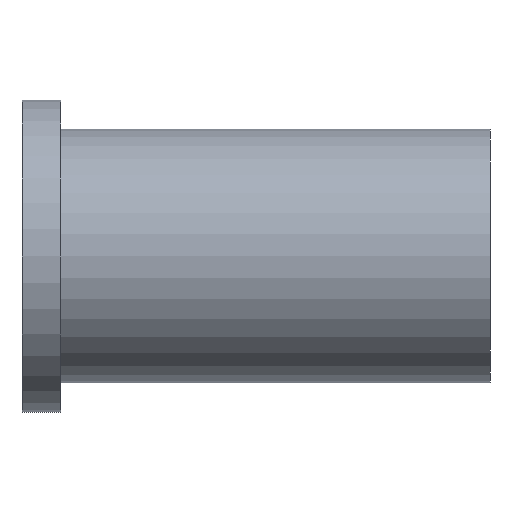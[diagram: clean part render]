
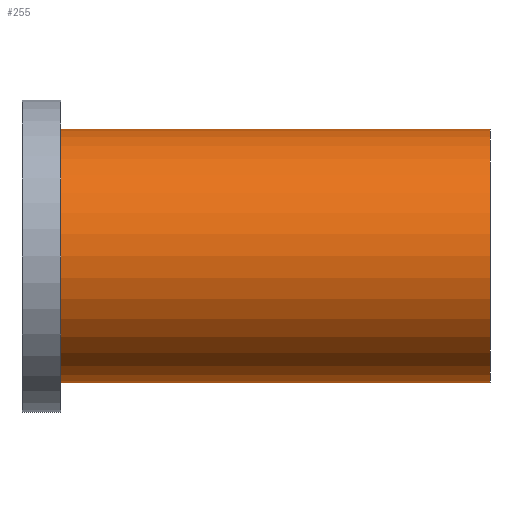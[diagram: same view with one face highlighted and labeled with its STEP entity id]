
A CAD part, left-side view. The second image highlights one B-rep face of the part: STEP entity #255.
In plain terms, the highlighted cylindrical face has radius 3.25 mm (diameter 6.5 mm), a partial arc.
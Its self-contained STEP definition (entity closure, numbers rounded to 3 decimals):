
#19 = CIRCLE ( 'NONE', #246, 3.25 ) ;
#27 = CARTESIAN_POINT ( 'NONE',  ( 0., 0., -3.25 ) ) ;
#65 = CARTESIAN_POINT ( 'NONE',  ( 0., 0., -3.25 ) ) ;
#67 = ORIENTED_EDGE ( 'NONE', *, *, #98, .F. ) ;
#73 = EDGE_LOOP ( 'NONE', ( #362, #368, #94, #67 ) ) ;
#84 = VERTEX_POINT ( 'NONE', #379 ) ;
#94 = ORIENTED_EDGE ( 'NONE', *, *, #146, .T. ) ;
#98 = EDGE_CURVE ( 'NONE', #360, #126, #19, .T. ) ;
#104 = DIRECTION ( 'NONE',  ( 0., -1., 0. ) ) ;
#114 = DIRECTION ( 'NONE',  ( 0., -1., 0. ) ) ;
#115 = AXIS2_PLACEMENT_3D ( 'NONE', #162, #202, #334 ) ;
#123 = DIRECTION ( 'NONE',  ( 0., 0., -1. ) ) ;
#126 = VERTEX_POINT ( 'NONE', #27 ) ;
#128 = VECTOR ( 'NONE', #114, 1000. ) ;
#146 = EDGE_CURVE ( 'NONE', #333, #126, #335, .T. ) ;
#153 = DIRECTION ( 'NONE',  ( 0., -1., 0. ) ) ;
#162 = CARTESIAN_POINT ( 'NONE',  ( 0., 11., 0. ) ) ;
#178 = EDGE_CURVE ( 'NONE', #84, #333, #342, .T. ) ;
#202 = DIRECTION ( 'NONE',  ( 0., -1., 0. ) ) ;
#207 = CARTESIAN_POINT ( 'NONE',  ( 0., 0., 0. ) ) ;
#226 = DIRECTION ( 'NONE',  ( 0., -1., 0. ) ) ;
#236 = LINE ( 'NONE', #378, #128 ) ;
#242 = CARTESIAN_POINT ( 'NONE',  ( 0., 0., 3.25 ) ) ;
#244 = VECTOR ( 'NONE', #153, 1000. ) ;
#246 = AXIS2_PLACEMENT_3D ( 'NONE', #297, #226, #123 ) ;
#255 = ADVANCED_FACE ( 'NONE', ( #267 ), #298, .T. ) ;
#267 = FACE_OUTER_BOUND ( 'NONE', #73, .T. ) ;
#286 = CARTESIAN_POINT ( 'NONE',  ( 0., 11., -3.25 ) ) ;
#297 = CARTESIAN_POINT ( 'NONE',  ( 0., 0., 0. ) ) ;
#298 = CYLINDRICAL_SURFACE ( 'NONE', #326, 3.25 ) ;
#326 = AXIS2_PLACEMENT_3D ( 'NONE', #207, #104, #341 ) ;
#333 = VERTEX_POINT ( 'NONE', #286 ) ;
#334 = DIRECTION ( 'NONE',  ( 0., 0., -1. ) ) ;
#335 = LINE ( 'NONE', #65, #244 ) ;
#341 = DIRECTION ( 'NONE',  ( 0., 0., -1. ) ) ;
#342 = CIRCLE ( 'NONE', #115, 3.25 ) ;
#360 = VERTEX_POINT ( 'NONE', #242 ) ;
#362 = ORIENTED_EDGE ( 'NONE', *, *, #393, .F. ) ;
#368 = ORIENTED_EDGE ( 'NONE', *, *, #178, .T. ) ;
#378 = CARTESIAN_POINT ( 'NONE',  ( 0., 0., 3.25 ) ) ;
#379 = CARTESIAN_POINT ( 'NONE',  ( 0., 11., 3.25 ) ) ;
#393 = EDGE_CURVE ( 'NONE', #84, #360, #236, .T. ) ;
